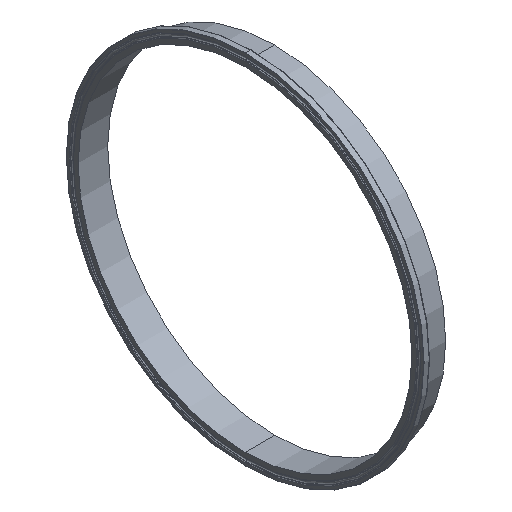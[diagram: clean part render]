
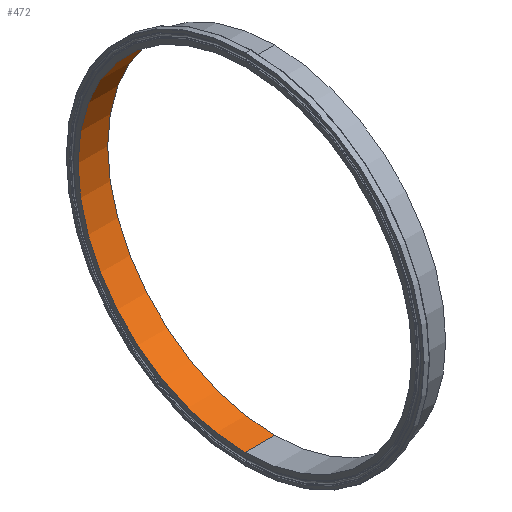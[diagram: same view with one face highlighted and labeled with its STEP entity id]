
A CAD part, isometric view. The second image highlights one B-rep face of the part: STEP entity #472.
In plain terms, the highlighted cylindrical face has radius 157.95 mm (diameter 315.9 mm), a partial arc.
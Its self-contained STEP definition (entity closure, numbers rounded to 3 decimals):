
#22 = CARTESIAN_POINT ( 'NONE',  ( 0., 0., -157.95 ) ) ;
#29 = CARTESIAN_POINT ( 'NONE',  ( 0., 0., 157.95 ) ) ;
#35 = AXIS2_PLACEMENT_3D ( 'NONE', #666, #657, #671 ) ;
#40 = DIRECTION ( 'NONE',  ( -1., 0., 0. ) ) ;
#103 = ORIENTED_EDGE ( 'NONE', *, *, #281, .F. ) ;
#131 = DIRECTION ( 'NONE',  ( 0., 0., 1. ) ) ;
#151 = CARTESIAN_POINT ( 'NONE',  ( 28., 0., -157.95 ) ) ;
#176 = VERTEX_POINT ( 'NONE', #636 ) ;
#180 = AXIS2_PLACEMENT_3D ( 'NONE', #665, #542, #131 ) ;
#266 = FACE_OUTER_BOUND ( 'NONE', #395, .T. ) ;
#269 = DIRECTION ( 'NONE',  ( 0., 0., 1. ) ) ;
#276 = VECTOR ( 'NONE', #40, 1000. ) ;
#281 = EDGE_CURVE ( 'NONE', #176, #511, #477, .T. ) ;
#329 = DIRECTION ( 'NONE',  ( -1., 0., 0. ) ) ;
#331 = VERTEX_POINT ( 'NONE', #29 ) ;
#336 = ORIENTED_EDGE ( 'NONE', *, *, #432, .F. ) ;
#345 = ORIENTED_EDGE ( 'NONE', *, *, #392, .T. ) ;
#381 = CARTESIAN_POINT ( 'NONE',  ( 0., 0., -157.95 ) ) ;
#392 = EDGE_CURVE ( 'NONE', #176, #331, #728, .T. ) ;
#395 = EDGE_LOOP ( 'NONE', ( #336, #103, #345, #614 ) ) ;
#411 = CIRCLE ( 'NONE', #180, 157.95 ) ;
#432 = EDGE_CURVE ( 'NONE', #511, #737, #553, .T. ) ;
#445 = AXIS2_PLACEMENT_3D ( 'NONE', #612, #500, #269 ) ;
#455 = CARTESIAN_POINT ( 'NONE',  ( 0., 0., 157.95 ) ) ;
#472 = ADVANCED_FACE ( 'NONE', ( #266 ), #504, .F. ) ;
#477 = CIRCLE ( 'NONE', #35, 157.95 ) ;
#500 = DIRECTION ( 'NONE',  ( -1., 0., 0. ) ) ;
#504 = CYLINDRICAL_SURFACE ( 'NONE', #445, 157.95 ) ;
#511 = VERTEX_POINT ( 'NONE', #151 ) ;
#542 = DIRECTION ( 'NONE',  ( -1., 0., 0. ) ) ;
#549 = VECTOR ( 'NONE', #329, 1000. ) ;
#553 = LINE ( 'NONE', #381, #276 ) ;
#612 = CARTESIAN_POINT ( 'NONE',  ( 0., 0., 0. ) ) ;
#614 = ORIENTED_EDGE ( 'NONE', *, *, #679, .T. ) ;
#636 = CARTESIAN_POINT ( 'NONE',  ( 28., 0., 157.95 ) ) ;
#657 = DIRECTION ( 'NONE',  ( -1., 0., 0. ) ) ;
#665 = CARTESIAN_POINT ( 'NONE',  ( 0., 0., 0. ) ) ;
#666 = CARTESIAN_POINT ( 'NONE',  ( 28., 0., 0. ) ) ;
#671 = DIRECTION ( 'NONE',  ( 0., 0., 1. ) ) ;
#679 = EDGE_CURVE ( 'NONE', #331, #737, #411, .T. ) ;
#728 = LINE ( 'NONE', #455, #549 ) ;
#737 = VERTEX_POINT ( 'NONE', #22 ) ;
